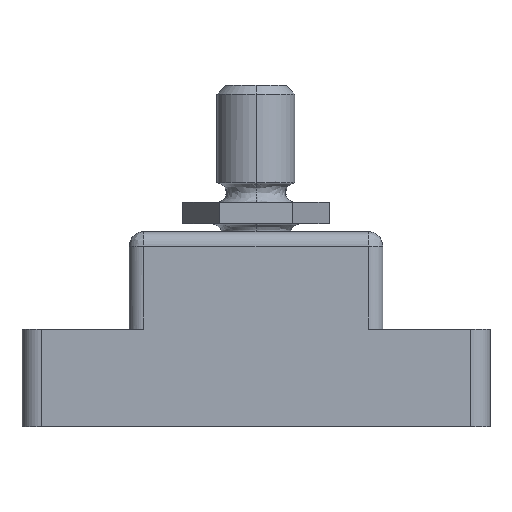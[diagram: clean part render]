
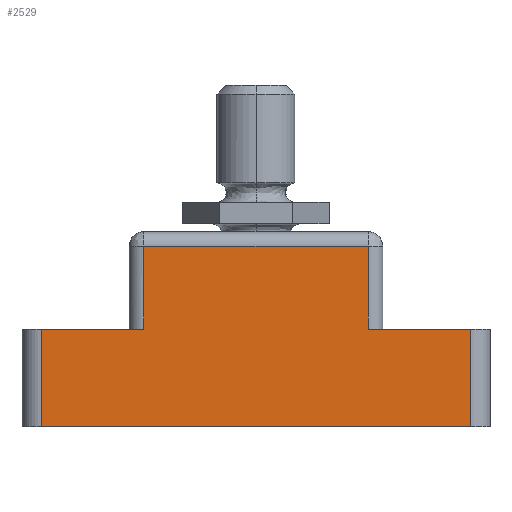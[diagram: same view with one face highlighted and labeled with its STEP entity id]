
A CAD part, front view. The second image highlights one B-rep face of the part: STEP entity #2529.
In plain terms, the highlighted face is planar.
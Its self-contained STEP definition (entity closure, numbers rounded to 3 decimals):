
#16 = ORIENTED_EDGE ( 'NONE', *, *, #3230, .F. ) ;
#85 = CARTESIAN_POINT ( 'NONE',  ( -12.809, -131.318, 14. ) ) ;
#120 = CARTESIAN_POINT ( 'NONE',  ( -12.809, -121.318, 14. ) ) ;
#130 = VERTEX_POINT ( 'NONE', #3377 ) ;
#202 = VECTOR ( 'NONE', #462, 1000. ) ;
#212 = DIRECTION ( 'NONE',  ( 1., 0., 0. ) ) ;
#382 = VECTOR ( 'NONE', #3101, 1000. ) ;
#462 = DIRECTION ( 'NONE',  ( 0., 1., 0. ) ) ;
#479 = CARTESIAN_POINT ( 'NONE',  ( 31.191, -131.318, 14. ) ) ;
#565 = EDGE_CURVE ( 'NONE', #3628, #2272, #4773, .T. ) ;
#575 = VECTOR ( 'NONE', #4298, 1000. ) ;
#590 = CARTESIAN_POINT ( 'NONE',  ( -14.809, -121.318, 14. ) ) ;
#634 = CARTESIAN_POINT ( 'NONE',  ( 20.691, -121.318, 14. ) ) ;
#773 = ORIENTED_EDGE ( 'NONE', *, *, #4934, .T. ) ;
#861 = LINE ( 'NONE', #4930, #4199 ) ;
#879 = VECTOR ( 'NONE', #212, 1000. ) ;
#892 = CARTESIAN_POINT ( 'NONE',  ( -14.809, -121.318, 14. ) ) ;
#1026 = ORIENTED_EDGE ( 'NONE', *, *, #3737, .F. ) ;
#1122 = LINE ( 'NONE', #3280, #879 ) ;
#1166 = ORIENTED_EDGE ( 'NONE', *, *, #1454, .F. ) ;
#1179 = VERTEX_POINT ( 'NONE', #120 ) ;
#1259 = DIRECTION ( 'NONE',  ( -1., 0., 0. ) ) ;
#1348 = VERTEX_POINT ( 'NONE', #1679 ) ;
#1454 = EDGE_CURVE ( 'NONE', #1179, #1348, #2420, .T. ) ;
#1530 = CARTESIAN_POINT ( 'NONE',  ( 9.191, -131.318, 14. ) ) ;
#1666 = DIRECTION ( 'NONE',  ( 1., 0., 0. ) ) ;
#1679 = CARTESIAN_POINT ( 'NONE',  ( -2.309, -121.318, 14. ) ) ;
#1880 = LINE ( 'NONE', #1530, #3775 ) ;
#1986 = CARTESIAN_POINT ( 'NONE',  ( -2.309, -121.318, 14. ) ) ;
#1990 = VERTEX_POINT ( 'NONE', #85 ) ;
#2013 = LINE ( 'NONE', #1986, #382 ) ;
#2125 = ORIENTED_EDGE ( 'NONE', *, *, #2535, .F. ) ;
#2221 = FACE_OUTER_BOUND ( 'NONE', #4170, .T. ) ;
#2272 = VERTEX_POINT ( 'NONE', #634 ) ;
#2301 = EDGE_CURVE ( 'NONE', #130, #3628, #1122, .T. ) ;
#2310 = PLANE ( 'NONE',  #3241 ) ;
#2420 = LINE ( 'NONE', #4439, #2702 ) ;
#2529 = ADVANCED_FACE ( 'NONE', ( #2221 ), #2310, .F. ) ;
#2535 = EDGE_CURVE ( 'NONE', #1990, #1179, #2931, .T. ) ;
#2566 = LINE ( 'NONE', #590, #4842 ) ;
#2623 = EDGE_CURVE ( 'NONE', #2272, #4615, #2566, .T. ) ;
#2672 = DIRECTION ( 'NONE',  ( 1., 0., 0. ) ) ;
#2702 = VECTOR ( 'NONE', #2959, 1000. ) ;
#2793 = CARTESIAN_POINT ( 'NONE',  ( 20.691, -121.318, 14. ) ) ;
#2931 = LINE ( 'NONE', #4651, #202 ) ;
#2959 = DIRECTION ( 'NONE',  ( 1., 0., 0. ) ) ;
#2982 = CARTESIAN_POINT ( 'NONE',  ( 20.691, -112.818, 14. ) ) ;
#3025 = ORIENTED_EDGE ( 'NONE', *, *, #565, .F. ) ;
#3031 = ORIENTED_EDGE ( 'NONE', *, *, #2623, .F. ) ;
#3101 = DIRECTION ( 'NONE',  ( 0., 1., 0. ) ) ;
#3230 = EDGE_CURVE ( 'NONE', #1348, #130, #2013, .T. ) ;
#3241 = AXIS2_PLACEMENT_3D ( 'NONE', #892, #3558, #1259 ) ;
#3280 = CARTESIAN_POINT ( 'NONE',  ( -14.809, -112.818, 14. ) ) ;
#3326 = VERTEX_POINT ( 'NONE', #479 ) ;
#3377 = CARTESIAN_POINT ( 'NONE',  ( -2.309, -112.818, 14. ) ) ;
#3558 = DIRECTION ( 'NONE',  ( 0., 0., -1. ) ) ;
#3628 = VERTEX_POINT ( 'NONE', #2982 ) ;
#3737 = EDGE_CURVE ( 'NONE', #4615, #3326, #861, .T. ) ;
#3775 = VECTOR ( 'NONE', #2672, 1000. ) ;
#4170 = EDGE_LOOP ( 'NONE', ( #1026, #3031, #3025, #4175, #16, #1166, #2125, #773 ) ) ;
#4175 = ORIENTED_EDGE ( 'NONE', *, *, #2301, .F. ) ;
#4199 = VECTOR ( 'NONE', #4959, 1000. ) ;
#4298 = DIRECTION ( 'NONE',  ( 0., -1., 0. ) ) ;
#4439 = CARTESIAN_POINT ( 'NONE',  ( -14.809, -121.318, 14. ) ) ;
#4615 = VERTEX_POINT ( 'NONE', #4973 ) ;
#4651 = CARTESIAN_POINT ( 'NONE',  ( -12.809, -121.318, 14. ) ) ;
#4773 = LINE ( 'NONE', #2793, #575 ) ;
#4842 = VECTOR ( 'NONE', #1666, 1000. ) ;
#4930 = CARTESIAN_POINT ( 'NONE',  ( 31.191, -121.318, 14. ) ) ;
#4934 = EDGE_CURVE ( 'NONE', #1990, #3326, #1880, .T. ) ;
#4959 = DIRECTION ( 'NONE',  ( 0., -1., 0. ) ) ;
#4973 = CARTESIAN_POINT ( 'NONE',  ( 31.191, -121.318, 14. ) ) ;
